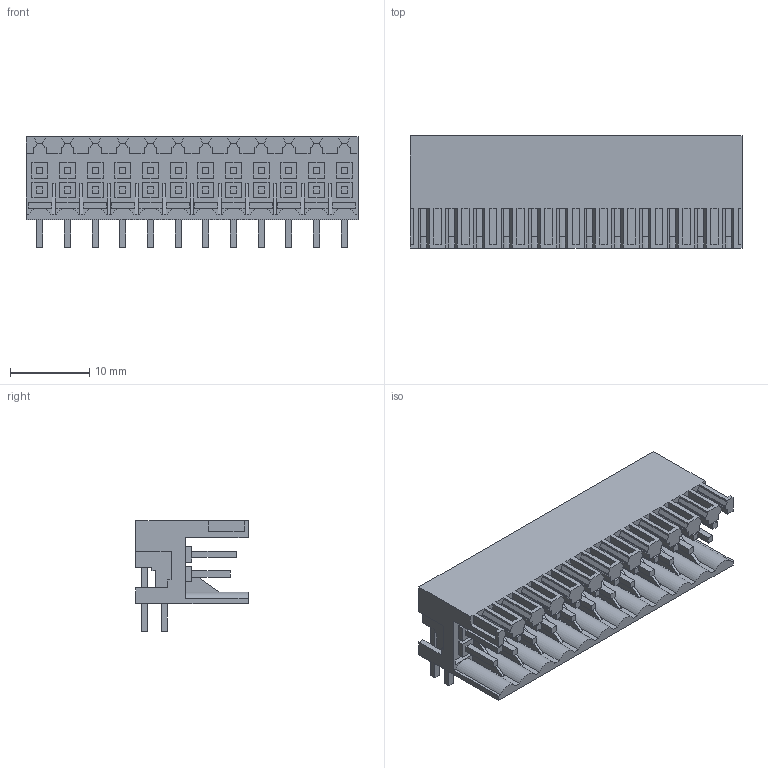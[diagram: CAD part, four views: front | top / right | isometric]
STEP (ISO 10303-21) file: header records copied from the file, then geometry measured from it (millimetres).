
FILE_DESCRIPTION(('CATIA V5 STEP Exchange','CAx-IF Rec.Pracs.--- Model Styling and Organization---1.4--- 2014-01-23'),'2;1');
FILE_NAME ('D1455086_0_1728400000_1728400000.stp','2019-02-22T05:36:33+00:00',('none'),('Weidmueller'),'CATIA Version 5-6 Release 2016 SP3 HF44','CATIA V5 STEP AP214','none');
FILE_SCHEMA(('AUTOMOTIVE_DESIGN { 1 0 10303 214 1 1 1 1 }'));
Length unit declared in the file: millimetre
Products named in the file (1): 1728400000
Bounding box: 42 x 14.2 x 14 mm (x, y, z)
Volume: 2804.1 mm3; surface area: 6124 mm2
Topology: 1 solids, 1 shells, 1120 faces, 3304 edges, 2257 vertices
Faces by surface type: plane 1096, cylinder 24
Entity records: 35222 total; most frequent: ORIENTED_EDGE 6608, CARTESIAN_POINT 6193, DIRECTION 4566, EDGE_CURVE 3304, VECTOR 3232, LINE 3232, VERTEX_POINT 2257, EDGE_LOOP 1191
